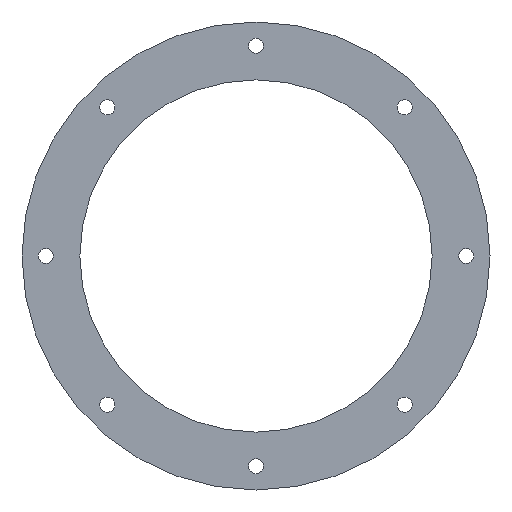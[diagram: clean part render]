
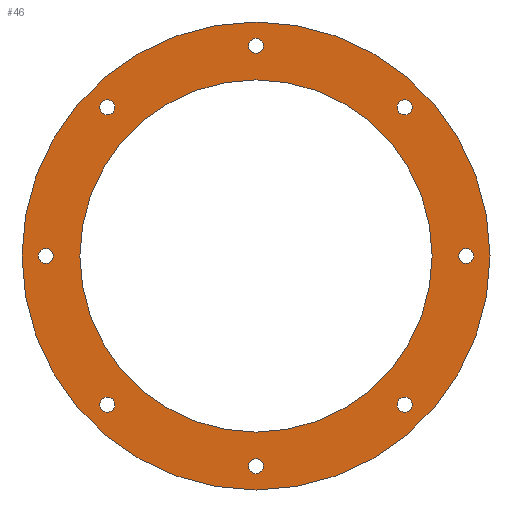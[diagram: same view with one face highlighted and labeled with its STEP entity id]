
A CAD part, left-side view. The second image highlights one B-rep face of the part: STEP entity #46.
In plain terms, the highlighted planar face has unit normal (-1, 0, 0).
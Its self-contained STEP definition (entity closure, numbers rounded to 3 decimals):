
#46 = ADVANCED_FACE( '', ( #101, #102, #103, #104, #105, #106, #107, #108, #109, #110 ), #111, .T. );
#101 = FACE_BOUND( '', #188, .T. );
#102 = FACE_BOUND( '', #189, .T. );
#103 = FACE_BOUND( '', #190, .T. );
#104 = FACE_BOUND( '', #191, .T. );
#105 = FACE_BOUND( '', #192, .T. );
#106 = FACE_BOUND( '', #193, .T. );
#107 = FACE_BOUND( '', #194, .T. );
#108 = FACE_BOUND( '', #195, .T. );
#109 = FACE_BOUND( '', #196, .T. );
#110 = FACE_OUTER_BOUND( '', #197, .T. );
#111 = PLANE( '', #198 );
#188 = EDGE_LOOP( '', ( #275 ) );
#189 = EDGE_LOOP( '', ( #276 ) );
#190 = EDGE_LOOP( '', ( #277 ) );
#191 = EDGE_LOOP( '', ( #278 ) );
#192 = EDGE_LOOP( '', ( #279 ) );
#193 = EDGE_LOOP( '', ( #280 ) );
#194 = EDGE_LOOP( '', ( #281 ) );
#195 = EDGE_LOOP( '', ( #282 ) );
#196 = EDGE_LOOP( '', ( #283 ) );
#197 = EDGE_LOOP( '', ( #284 ) );
#198 = AXIS2_PLACEMENT_3D( '', #285, #286, #287 );
#275 = ORIENTED_EDGE( '', *, *, #377, .T. );
#276 = ORIENTED_EDGE( '', *, *, #378, .T. );
#277 = ORIENTED_EDGE( '', *, *, #373, .T. );
#278 = ORIENTED_EDGE( '', *, *, #379, .T. );
#279 = ORIENTED_EDGE( '', *, *, #380, .T. );
#280 = ORIENTED_EDGE( '', *, *, #381, .T. );
#281 = ORIENTED_EDGE( '', *, *, #382, .T. );
#282 = ORIENTED_EDGE( '', *, *, #383, .T. );
#283 = ORIENTED_EDGE( '', *, *, #384, .T. );
#284 = ORIENTED_EDGE( '', *, *, #385, .F. );
#285 = CARTESIAN_POINT( '', ( 0., 147.5, 0. ) );
#286 = DIRECTION( '', ( -1., 0., 0. ) );
#287 = DIRECTION( '', ( 0., 0., 1. ) );
#373 = EDGE_CURVE( '', #416, #416, #417, .T. );
#377 = EDGE_CURVE( '', #422, #422, #423, .T. );
#378 = EDGE_CURVE( '', #424, #424, #425, .T. );
#379 = EDGE_CURVE( '', #426, #426, #427, .T. );
#380 = EDGE_CURVE( '', #428, #428, #429, .T. );
#381 = EDGE_CURVE( '', #430, #430, #431, .T. );
#382 = EDGE_CURVE( '', #432, #432, #433, .T. );
#383 = EDGE_CURVE( '', #434, #434, #435, .T. );
#384 = EDGE_CURVE( '', #436, #436, #437, .T. );
#385 = EDGE_CURVE( '', #438, #438, #439, .T. );
#416 = VERTEX_POINT( '', #480 );
#417 = CIRCLE( '', #481, 4.75 );
#422 = VERTEX_POINT( '', #486 );
#423 = CIRCLE( '', #487, 111. );
#424 = VERTEX_POINT( '', #488 );
#425 = CIRCLE( '', #489, 4.75 );
#426 = VERTEX_POINT( '', #490 );
#427 = CIRCLE( '', #491, 4.75 );
#428 = VERTEX_POINT( '', #492 );
#429 = CIRCLE( '', #493, 4.75 );
#430 = VERTEX_POINT( '', #494 );
#431 = CIRCLE( '', #495, 4.75 );
#432 = VERTEX_POINT( '', #496 );
#433 = CIRCLE( '', #497, 4.75 );
#434 = VERTEX_POINT( '', #498 );
#435 = CIRCLE( '', #499, 4.75 );
#436 = VERTEX_POINT( '', #500 );
#437 = CIRCLE( '', #501, 4.75 );
#438 = VERTEX_POINT( '', #502 );
#439 = CIRCLE( '', #503, 147.5 );
#480 = CARTESIAN_POINT( '', ( 0., 0., -137.25 ) );
#481 = AXIS2_PLACEMENT_3D( '', #545, #546, #547 );
#486 = CARTESIAN_POINT( '', ( 0., 0., -111. ) );
#487 = AXIS2_PLACEMENT_3D( '', #551, #552, #553 );
#488 = CARTESIAN_POINT( '', ( 0., 132.5, -4.75 ) );
#489 = AXIS2_PLACEMENT_3D( '', #554, #555, #556 );
#490 = CARTESIAN_POINT( '', ( 0., -93.692, -98.442 ) );
#491 = AXIS2_PLACEMENT_3D( '', #557, #558, #559 );
#492 = CARTESIAN_POINT( '', ( 0., -132.5, -4.75 ) );
#493 = AXIS2_PLACEMENT_3D( '', #560, #561, #562 );
#494 = CARTESIAN_POINT( '', ( 0., -93.692, 88.942 ) );
#495 = AXIS2_PLACEMENT_3D( '', #563, #564, #565 );
#496 = CARTESIAN_POINT( '', ( 0., 0., 127.75 ) );
#497 = AXIS2_PLACEMENT_3D( '', #566, #567, #568 );
#498 = CARTESIAN_POINT( '', ( 0., 93.692, 88.942 ) );
#499 = AXIS2_PLACEMENT_3D( '', #569, #570, #571 );
#500 = CARTESIAN_POINT( '', ( 0., 93.692, -98.442 ) );
#501 = AXIS2_PLACEMENT_3D( '', #572, #573, #574 );
#502 = CARTESIAN_POINT( '', ( 0., 0., -147.5 ) );
#503 = AXIS2_PLACEMENT_3D( '', #575, #576, #577 );
#545 = CARTESIAN_POINT( '', ( 0., 0., -132.5 ) );
#546 = DIRECTION( '', ( 1., 0., 0. ) );
#547 = DIRECTION( '', ( 0., 0., -1. ) );
#551 = CARTESIAN_POINT( '', ( 0., 0., 0. ) );
#552 = DIRECTION( '', ( 1., 0., 0. ) );
#553 = DIRECTION( '', ( 0., 0., -1. ) );
#554 = CARTESIAN_POINT( '', ( 0., 132.5, 0. ) );
#555 = DIRECTION( '', ( 1., 0., 0. ) );
#556 = DIRECTION( '', ( 0., 0., -1. ) );
#557 = CARTESIAN_POINT( '', ( 0., -93.692, -93.692 ) );
#558 = DIRECTION( '', ( 1., 0., 0. ) );
#559 = DIRECTION( '', ( 0., 0., -1. ) );
#560 = CARTESIAN_POINT( '', ( 0., -132.5, 0. ) );
#561 = DIRECTION( '', ( 1., 0., 0. ) );
#562 = DIRECTION( '', ( 0., 0., -1. ) );
#563 = CARTESIAN_POINT( '', ( 0., -93.692, 93.692 ) );
#564 = DIRECTION( '', ( 1., 0., 0. ) );
#565 = DIRECTION( '', ( 0., 0., -1. ) );
#566 = CARTESIAN_POINT( '', ( 0., 0., 132.5 ) );
#567 = DIRECTION( '', ( 1., 0., 0. ) );
#568 = DIRECTION( '', ( 0., 0., -1. ) );
#569 = CARTESIAN_POINT( '', ( 0., 93.692, 93.692 ) );
#570 = DIRECTION( '', ( 1., 0., 0. ) );
#571 = DIRECTION( '', ( 0., 0., -1. ) );
#572 = CARTESIAN_POINT( '', ( 0., 93.692, -93.692 ) );
#573 = DIRECTION( '', ( 1., 0., 0. ) );
#574 = DIRECTION( '', ( 0., 0., -1. ) );
#575 = CARTESIAN_POINT( '', ( 0., 0., 0. ) );
#576 = DIRECTION( '', ( 1., 0., 0. ) );
#577 = DIRECTION( '', ( 0., 0., -1. ) );
